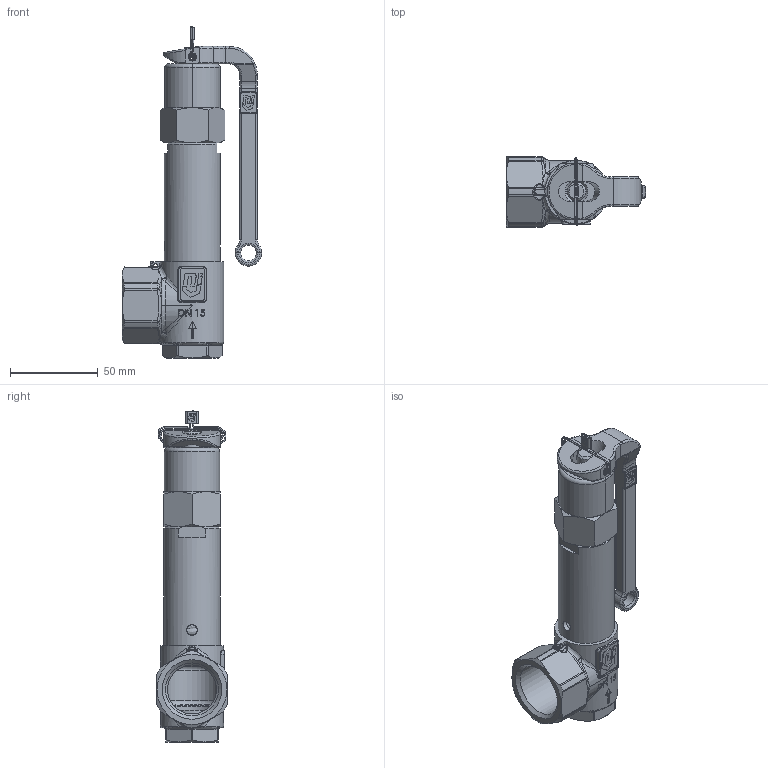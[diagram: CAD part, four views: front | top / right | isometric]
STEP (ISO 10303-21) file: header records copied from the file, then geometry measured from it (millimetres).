
FILE_DESCRIPTION(('HOOPS Exchange Step'),'2;1');
FILE_NAME('SV04-08-06-10-DN15-IG-Hebel.stp','2026-01-23T11:52:35+01:00',('nieru'),('Unknown organisation'),'HOOPS Exchange 2024.2','HOOPS Exchange','Unknown authorisation');
FILE_SCHEMA( ('AP203_CONFIGURATION_CONTROLLED_3D_DESIGN_OF_MECHANICAL_PARTS_AND_ASSEMBLIES_MIM_LF') );
Length unit declared in the file: millimetre
Products named in the file (2): 0; root
Assembly tree (1 placements, depth 2):
  root
    0
Bounding box: 79.5 x 40 x 189.68 mm (x, y, z)
Volume: 101447.6 mm3; surface area: 59538.7 mm2
Topology: 9 solids, 10 shells, 876 faces, 2267 edges, 1423 vertices
Faces by surface type: plane 298, cylinder 213, bspline 204, torus 88, cone 55, sphere 18
Full cylindrical faces by diameter (mm): 2 x1, 5.029 x1, 6 x2, 16 x1, 18.63 x1, 21 x1, 26.5 x1, 27 x1, 27.1 x1, 28 x1, 28.5 x1, 30.291 x1, 30.38 x1, 32 x1
Entity records: 45704 total; most frequent: CARTESIAN_POINT 26138, ORIENTED_EDGE 4500, DIRECTION 3379, EDGE_CURVE 2250, VERTEX_POINT 1423, AXIS2_PLACEMENT_3D 1276, EDGE_LOOP 935, FACE_BOUND 935
